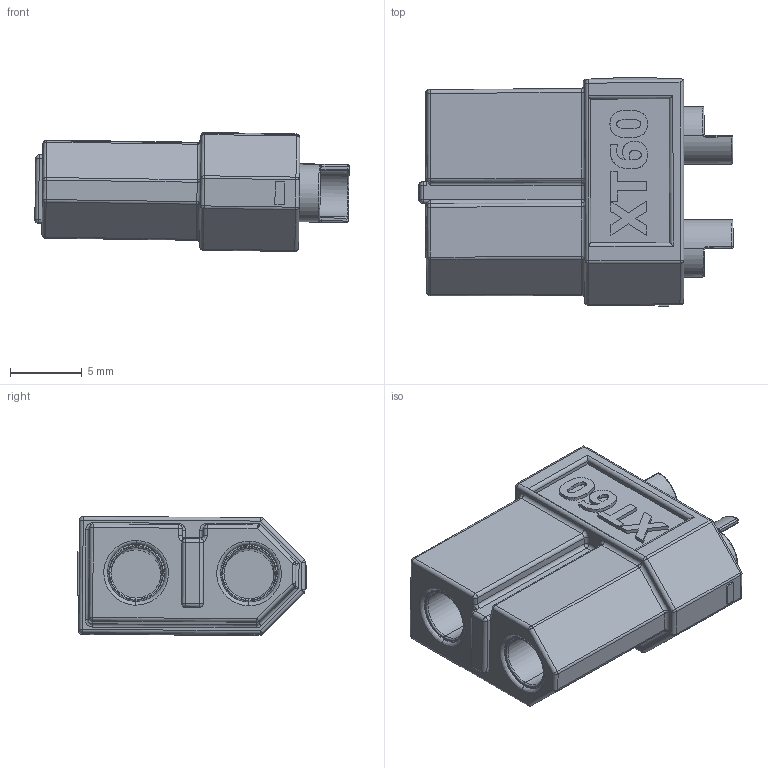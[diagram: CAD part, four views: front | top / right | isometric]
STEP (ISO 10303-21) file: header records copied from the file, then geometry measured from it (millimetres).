
FILE_DESCRIPTION (( 'STEP AP214' ), '1' );
FILE_NAME ('XT60 Connectors New.STEP', '2018-12-06T07:29:49', ( '' ), ( '' ), 'SwSTEP 2.0', 'SolidWorks 2012', '' );
FILE_SCHEMA (( 'AUTOMOTIVE_DESIGN' ));
Length unit declared in the file: millimetre
Products named in the file (4): XT60 Connector Female Contact; XT60 Connector Female Housing; XT60 Connector Female Connector; XT60 Connectors New
Assembly tree (4 placements, depth 3):
  XT60 Connectors New
    XT60 Connector Female Connector
      XT60 Connector Female Housing
      XT60 Connector Female Contact  x2
Bounding box: 21.9 x 15.94 x 8.29 mm (x, y, z)
Volume: 1482.8 mm3; surface area: 2332.9 mm2
Topology: 3 solids, 3 shells, 368 faces, 908 edges, 536 vertices
Faces by surface type: bspline 136, plane 122, cylinder 102, torus 4, cone 4
Entity records: 14459 total; most frequent: CARTESIAN_POINT 3860, ORIENTED_EDGE 1570, DIRECTION 1191, EDGE_CURVE 785, VERTEX_POINT 481, VECTOR 425, LINE 425, AXIS2_PLACEMENT_3D 383
